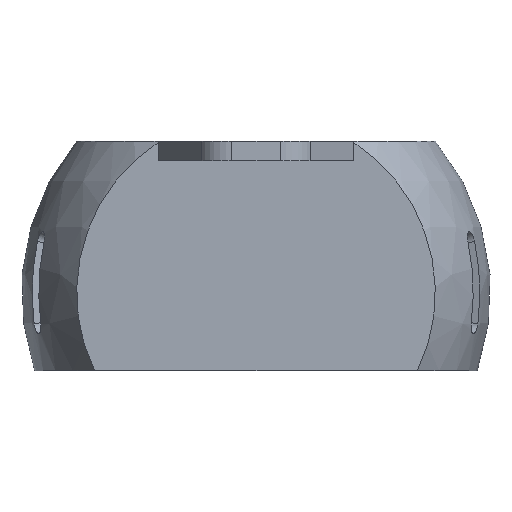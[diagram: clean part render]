
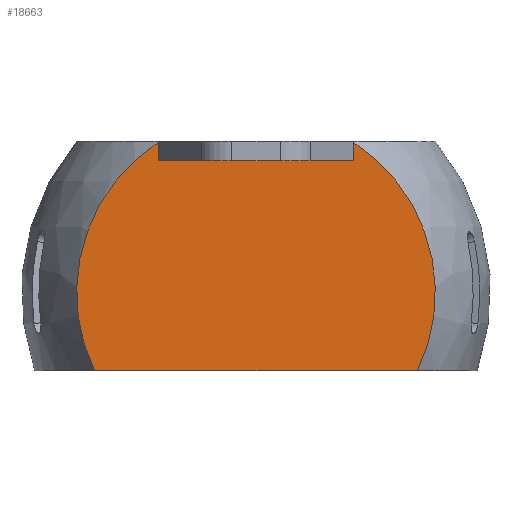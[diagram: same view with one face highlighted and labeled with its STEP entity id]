
A CAD part, left-side view. The second image highlights one B-rep face of the part: STEP entity #18663.
In plain terms, the highlighted planar face has unit normal (-1, 0, 0).
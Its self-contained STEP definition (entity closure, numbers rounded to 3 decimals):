
#55 = PLANE('',#56);
#56 = AXIS2_PLACEMENT_3D('',#57,#58,#59);
#57 = CARTESIAN_POINT('',(-31.,20.,15.));
#58 = DIRECTION('',(-0.5,0.866,0.));
#59 = DIRECTION('',(-0.866,-0.5,0.));
#84 = PLANE('',#85);
#85 = AXIS2_PLACEMENT_3D('',#86,#87,#88);
#86 = CARTESIAN_POINT('',(-50.,5.,11.));
#87 = DIRECTION('',(0.,0.,-1.));
#88 = DIRECTION('',(-1.,0.,-0.));
#165 = VERTEX_POINT('',#166);
#166 = CARTESIAN_POINT('',(-31.,20.,14.708));
#192 = EDGE_CURVE('',#165,#193,#195,.T.);
#193 = VERTEX_POINT('',#194);
#194 = CARTESIAN_POINT('',(-31.,20.,11.));
#195 = SURFACE_CURVE('',#196,(#200,#207),.PCURVE_S1.);
#196 = LINE('',#197,#198);
#197 = CARTESIAN_POINT('',(-31.,20.,15.));
#198 = VECTOR('',#199,1.);
#199 = DIRECTION('',(-0.,-0.,-1.));
#200 = PCURVE('',#55,#201);
#201 = DEFINITIONAL_REPRESENTATION('',(#202),#206);
#202 = LINE('',#203,#204);
#203 = CARTESIAN_POINT('',(0.,0.));
#204 = VECTOR('',#205,1.);
#205 = DIRECTION('',(0.,-1.));
#206 = ( GEOMETRIC_REPRESENTATION_CONTEXT(2) 
PARAMETRIC_REPRESENTATION_CONTEXT() REPRESENTATION_CONTEXT('2D SPACE',''
  ) );
#207 = PCURVE('',#208,#213);
#208 = PLANE('',#209);
#209 = AXIS2_PLACEMENT_3D('',#210,#211,#212);
#210 = CARTESIAN_POINT('',(-31.,20.,11.));
#211 = DIRECTION('',(1.,0.,-0.));
#212 = DIRECTION('',(0.,0.,1.));
#213 = DEFINITIONAL_REPRESENTATION('',(#214),#218);
#214 = LINE('',#215,#216);
#215 = CARTESIAN_POINT('',(4.,0.));
#216 = VECTOR('',#217,1.);
#217 = DIRECTION('',(-1.,0.));
#218 = ( GEOMETRIC_REPRESENTATION_CONTEXT(2) 
PARAMETRIC_REPRESENTATION_CONTEXT() REPRESENTATION_CONTEXT('2D SPACE',''
  ) );
#305 = SPHERICAL_SURFACE('',#306,48.);
#306 = AXIS2_PLACEMENT_3D('',#307,#308,#309);
#307 = CARTESIAN_POINT('',(0.,0.,-16.));
#308 = DIRECTION('',(0.,0.,1.));
#309 = DIRECTION('',(1.,0.,0.));
#326 = EDGE_CURVE('',#165,#327,#329,.T.);
#327 = VERTEX_POINT('',#328);
#328 = CARTESIAN_POINT('',(-31.,32.97,-32.));
#329 = SURFACE_CURVE('',#330,(#335,#350),.PCURVE_S1.);
#330 = CIRCLE('',#331,36.647);
#331 = AXIS2_PLACEMENT_3D('',#332,#333,#334);
#332 = CARTESIAN_POINT('',(-31.,0.,-16.));
#333 = DIRECTION('',(-1.,0.,0.));
#334 = DIRECTION('',(0.,0.,-1.));
#335 = PCURVE('',#305,#336);
#336 = DEFINITIONAL_REPRESENTATION('',(#337),#349);
#337 = B_SPLINE_CURVE_WITH_KNOTS('',10,(#338,#339,#340,#341,#342,#343,
    #344,#345,#346,#347,#348),.UNSPECIFIED.,.F.,.F.,(11,11),(
    3.704,5.164),.PIECEWISE_BEZIER_KNOTS.);
#338 = CARTESIAN_POINT('',(2.579,0.702));
#339 = CARTESIAN_POINT('',(2.475,0.624));
#340 = CARTESIAN_POINT('',(2.396,0.532));
#341 = CARTESIAN_POINT('',(2.341,0.431));
#342 = CARTESIAN_POINT('',(2.302,0.324));
#343 = CARTESIAN_POINT('',(2.277,0.214));
#344 = CARTESIAN_POINT('',(2.264,0.102));
#345 = CARTESIAN_POINT('',(2.261,-0.011));
#346 = CARTESIAN_POINT('',(2.269,-0.123));
#347 = CARTESIAN_POINT('',(2.29,-0.233));
#348 = CARTESIAN_POINT('',(2.325,-0.34));
#349 = ( GEOMETRIC_REPRESENTATION_CONTEXT(2) 
PARAMETRIC_REPRESENTATION_CONTEXT() REPRESENTATION_CONTEXT('2D SPACE',''
  ) );
#350 = PCURVE('',#208,#351);
#351 = DEFINITIONAL_REPRESENTATION('',(#352),#360);
#352 = ( BOUNDED_CURVE() B_SPLINE_CURVE(2,(#353,#354,#355,#356,#357,#358
,#359),.UNSPECIFIED.,.T.,.F.) B_SPLINE_CURVE_WITH_KNOTS((1,2,2,2,2,1),(
    -2.094,0.,2.094,4.189,6.283,
8.378),.UNSPECIFIED.) CURVE() GEOMETRIC_REPRESENTATION_ITEM() 
RATIONAL_B_SPLINE_CURVE((1.,0.5,1.,0.5,1.,0.5,1.)) REPRESENTATION_ITEM(
  '') );
#353 = CARTESIAN_POINT('',(-63.647,20.));
#354 = CARTESIAN_POINT('',(-63.647,83.474));
#355 = CARTESIAN_POINT('',(-8.677,51.737));
#356 = CARTESIAN_POINT('',(46.294,20.));
#357 = CARTESIAN_POINT('',(-8.677,-11.737));
#358 = CARTESIAN_POINT('',(-63.647,-43.474));
#359 = CARTESIAN_POINT('',(-63.647,20.));
#360 = ( GEOMETRIC_REPRESENTATION_CONTEXT(2) 
PARAMETRIC_REPRESENTATION_CONTEXT() REPRESENTATION_CONTEXT('2D SPACE',''
  ) );
#447 = PLANE('',#448);
#448 = AXIS2_PLACEMENT_3D('',#449,#450,#451);
#449 = CARTESIAN_POINT('',(-3.999,0.,-32.));
#450 = DIRECTION('',(0.,0.,1.));
#451 = DIRECTION('',(1.,0.,0.));
#8233 = EDGE_CURVE('',#193,#8234,#8236,.T.);
#8234 = VERTEX_POINT('',#8235);
#8235 = CARTESIAN_POINT('',(-31.,-20.,11.));
#8236 = SURFACE_CURVE('',#8237,(#8241,#8248),.PCURVE_S1.);
#8237 = LINE('',#8238,#8239);
#8238 = CARTESIAN_POINT('',(-31.,5.532,11.));
#8239 = VECTOR('',#8240,1.);
#8240 = DIRECTION('',(-0.,-1.,-0.));
#8241 = PCURVE('',#84,#8242);
#8242 = DEFINITIONAL_REPRESENTATION('',(#8243),#8247);
#8243 = LINE('',#8244,#8245);
#8244 = CARTESIAN_POINT('',(-19.,0.532));
#8245 = VECTOR('',#8246,1.);
#8246 = DIRECTION('',(0.,-1.));
#8247 = ( GEOMETRIC_REPRESENTATION_CONTEXT(2) 
PARAMETRIC_REPRESENTATION_CONTEXT() REPRESENTATION_CONTEXT('2D SPACE',''
  ) );
#8248 = PCURVE('',#208,#8249);
#8249 = DEFINITIONAL_REPRESENTATION('',(#8250),#8254);
#8250 = LINE('',#8251,#8252);
#8251 = CARTESIAN_POINT('',(0.,14.468));
#8252 = VECTOR('',#8253,1.);
#8253 = DIRECTION('',(0.,1.));
#8254 = ( GEOMETRIC_REPRESENTATION_CONTEXT(2) 
PARAMETRIC_REPRESENTATION_CONTEXT() REPRESENTATION_CONTEXT('2D SPACE',''
  ) );
#8272 = PLANE('',#8273);
#8273 = AXIS2_PLACEMENT_3D('',#8274,#8275,#8276);
#8274 = CARTESIAN_POINT('',(-31.,-20.,15.));
#8275 = DIRECTION('',(-0.5,-0.866,-0.));
#8276 = DIRECTION('',(0.866,-0.5,0.));
#9939 = VERTEX_POINT('',#9940);
#9940 = CARTESIAN_POINT('',(-31.,-20.,14.708));
#9966 = EDGE_CURVE('',#9939,#8234,#9967,.T.);
#9967 = SURFACE_CURVE('',#9968,(#9972,#9979),.PCURVE_S1.);
#9968 = LINE('',#9969,#9970);
#9969 = CARTESIAN_POINT('',(-31.,-20.,15.));
#9970 = VECTOR('',#9971,1.);
#9971 = DIRECTION('',(0.,0.,-1.));
#9972 = PCURVE('',#8272,#9973);
#9973 = DEFINITIONAL_REPRESENTATION('',(#9974),#9978);
#9974 = LINE('',#9975,#9976);
#9975 = CARTESIAN_POINT('',(-0.,0.));
#9976 = VECTOR('',#9977,1.);
#9977 = DIRECTION('',(-0.,-1.));
#9978 = ( GEOMETRIC_REPRESENTATION_CONTEXT(2) 
PARAMETRIC_REPRESENTATION_CONTEXT() REPRESENTATION_CONTEXT('2D SPACE',''
  ) );
#9979 = PCURVE('',#208,#9980);
#9980 = DEFINITIONAL_REPRESENTATION('',(#9981),#9985);
#9981 = LINE('',#9982,#9983);
#9982 = CARTESIAN_POINT('',(4.,40.));
#9983 = VECTOR('',#9984,1.);
#9984 = DIRECTION('',(-1.,-0.));
#9985 = ( GEOMETRIC_REPRESENTATION_CONTEXT(2) 
PARAMETRIC_REPRESENTATION_CONTEXT() REPRESENTATION_CONTEXT('2D SPACE',''
  ) );
#10056 = SPHERICAL_SURFACE('',#10057,48.);
#10057 = AXIS2_PLACEMENT_3D('',#10058,#10059,#10060);
#10058 = CARTESIAN_POINT('',(0.,0.,-16.));
#10059 = DIRECTION('',(0.,0.,1.));
#10060 = DIRECTION('',(1.,0.,0.));
#10077 = EDGE_CURVE('',#9939,#10078,#10080,.T.);
#10078 = VERTEX_POINT('',#10079);
#10079 = CARTESIAN_POINT('',(-31.,-32.97,-32.));
#10080 = SURFACE_CURVE('',#10081,(#10086,#10101),.PCURVE_S1.);
#10081 = CIRCLE('',#10082,36.647);
#10082 = AXIS2_PLACEMENT_3D('',#10083,#10084,#10085);
#10083 = CARTESIAN_POINT('',(-31.,0.,-16.));
#10084 = DIRECTION('',(1.,0.,0.));
#10085 = DIRECTION('',(-0.,-0.,-1.));
#10086 = PCURVE('',#10056,#10087);
#10087 = DEFINITIONAL_REPRESENTATION('',(#10088),#10100);
#10088 = B_SPLINE_CURVE_WITH_KNOTS('',10,(#10089,#10090,#10091,#10092,
    #10093,#10094,#10095,#10096,#10097,#10098,#10099),.UNSPECIFIED.,.F.,
  .F.,(11,11),(3.704,5.164),.PIECEWISE_BEZIER_KNOTS.);
#10089 = CARTESIAN_POINT('',(-2.579,0.702));
#10090 = CARTESIAN_POINT('',(-2.475,0.624));
#10091 = CARTESIAN_POINT('',(-2.396,0.532));
#10092 = CARTESIAN_POINT('',(-2.341,0.431));
#10093 = CARTESIAN_POINT('',(-2.302,0.324));
#10094 = CARTESIAN_POINT('',(-2.277,0.214));
#10095 = CARTESIAN_POINT('',(-2.264,0.102));
#10096 = CARTESIAN_POINT('',(-2.261,-0.011));
#10097 = CARTESIAN_POINT('',(-2.269,-0.123));
#10098 = CARTESIAN_POINT('',(-2.29,-0.233));
#10099 = CARTESIAN_POINT('',(-2.325,-0.34));
#10100 = ( GEOMETRIC_REPRESENTATION_CONTEXT(2) 
PARAMETRIC_REPRESENTATION_CONTEXT() REPRESENTATION_CONTEXT('2D SPACE',''
  ) );
#10101 = PCURVE('',#208,#10102);
#10102 = DEFINITIONAL_REPRESENTATION('',(#10103),#10107);
#10103 = CIRCLE('',#10104,36.647);
#10104 = AXIS2_PLACEMENT_2D('',#10105,#10106);
#10105 = CARTESIAN_POINT('',(-27.,20.));
#10106 = DIRECTION('',(-1.,0.));
#10107 = ( GEOMETRIC_REPRESENTATION_CONTEXT(2) 
PARAMETRIC_REPRESENTATION_CONTEXT() REPRESENTATION_CONTEXT('2D SPACE',''
  ) );
#18663 = ADVANCED_FACE('',(#18664),#208,.F.);
#18664 = FACE_BOUND('',#18665,.T.);
#18665 = EDGE_LOOP('',(#18666,#18667,#18668,#18669,#18690,#18691));
#18666 = ORIENTED_EDGE('',*,*,#8233,.F.);
#18667 = ORIENTED_EDGE('',*,*,#192,.F.);
#18668 = ORIENTED_EDGE('',*,*,#326,.T.);
#18669 = ORIENTED_EDGE('',*,*,#18670,.F.);
#18670 = EDGE_CURVE('',#10078,#327,#18671,.T.);
#18671 = SURFACE_CURVE('',#18672,(#18676,#18683),.PCURVE_S1.);
#18672 = LINE('',#18673,#18674);
#18673 = CARTESIAN_POINT('',(-31.,0.,-32.));
#18674 = VECTOR('',#18675,1.);
#18675 = DIRECTION('',(0.,1.,0.));
#18676 = PCURVE('',#208,#18677);
#18677 = DEFINITIONAL_REPRESENTATION('',(#18678),#18682);
#18678 = LINE('',#18679,#18680);
#18679 = CARTESIAN_POINT('',(-43.,20.));
#18680 = VECTOR('',#18681,1.);
#18681 = DIRECTION('',(0.,-1.));
#18682 = ( GEOMETRIC_REPRESENTATION_CONTEXT(2) 
PARAMETRIC_REPRESENTATION_CONTEXT() REPRESENTATION_CONTEXT('2D SPACE',''
  ) );
#18683 = PCURVE('',#447,#18684);
#18684 = DEFINITIONAL_REPRESENTATION('',(#18685),#18689);
#18685 = LINE('',#18686,#18687);
#18686 = CARTESIAN_POINT('',(-27.001,0.));
#18687 = VECTOR('',#18688,1.);
#18688 = DIRECTION('',(0.,1.));
#18689 = ( GEOMETRIC_REPRESENTATION_CONTEXT(2) 
PARAMETRIC_REPRESENTATION_CONTEXT() REPRESENTATION_CONTEXT('2D SPACE',''
  ) );
#18690 = ORIENTED_EDGE('',*,*,#10077,.F.);
#18691 = ORIENTED_EDGE('',*,*,#9966,.T.);
